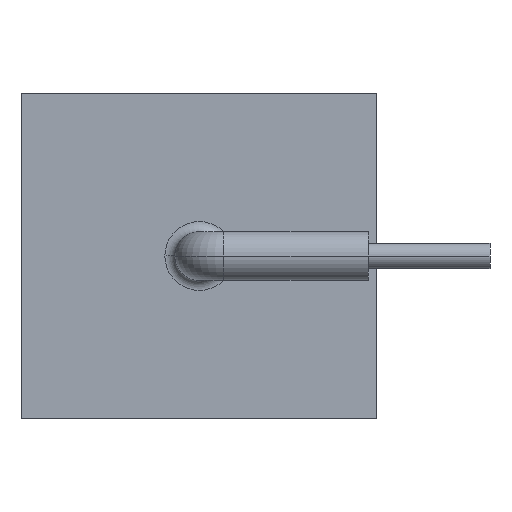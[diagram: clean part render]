
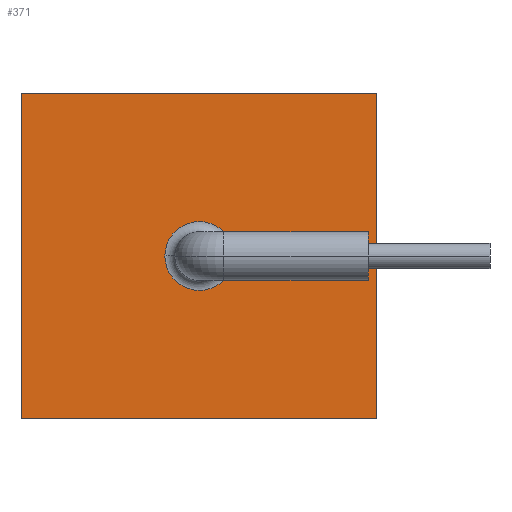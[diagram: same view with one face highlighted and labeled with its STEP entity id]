
A CAD part, left-side view. The second image highlights one B-rep face of the part: STEP entity #371.
In plain terms, the highlighted planar face has unit normal (-1, 0, 0).
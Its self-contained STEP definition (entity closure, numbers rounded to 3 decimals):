
#1=DIRECTION('',(0.,-1.,0.));
#2=VECTOR('',#1,17.5);
#3=CARTESIAN_POINT('',(-5.,17.5,-8.));
#4=LINE('',#3,#2);
#17=DIRECTION('',(0.,0.,1.));
#18=VECTOR('',#17,16.);
#19=CARTESIAN_POINT('',(-5.,17.5,-8.));
#20=LINE('',#19,#18);
#21=CARTESIAN_POINT('',(-5.,8.75,0.));
#22=DIRECTION('',(-1.,0.,0.));
#23=DIRECTION('',(0.,1.,0.));
#24=AXIS2_PLACEMENT_3D('',#21,#22,#23);
#26=CARTESIAN_POINT('',(-5.,8.75,0.));
#27=DIRECTION('',(-1.,0.,0.));
#28=DIRECTION('',(0.,-1.,0.));
#29=AXIS2_PLACEMENT_3D('',#26,#27,#28);
#49=DIRECTION('',(0.,0.,1.));
#50=VECTOR('',#49,16.);
#51=CARTESIAN_POINT('',(-5.,0.,-8.));
#52=LINE('',#51,#50);
#53=DIRECTION('',(0.,-1.,0.));
#54=VECTOR('',#53,17.5);
#55=CARTESIAN_POINT('',(-5.,17.5,8.));
#56=LINE('',#55,#54);
#267=CARTESIAN_POINT('',(-5.,17.5,-8.));
#268=CARTESIAN_POINT('',(-5.,0.,-8.));
#269=VERTEX_POINT('',#267);
#270=VERTEX_POINT('',#268);
#275=CARTESIAN_POINT('',(-5.,17.5,8.));
#276=CARTESIAN_POINT('',(-5.,0.,8.));
#277=VERTEX_POINT('',#275);
#278=VERTEX_POINT('',#276);
#327=CARTESIAN_POINT('',(-5.,10.45,0.));
#328=CARTESIAN_POINT('',(-5.,7.05,0.));
#329=VERTEX_POINT('',#327);
#330=VERTEX_POINT('',#328);
#351=CARTESIAN_POINT('',(-5.,17.5,-8.));
#352=DIRECTION('',(-1.,0.,0.));
#353=DIRECTION('',(0.,-1.,0.));
#354=AXIS2_PLACEMENT_3D('',#351,#352,#353);
#355=PLANE('',#354);
#356=ORIENTED_EDGE('',*,*,#340,.F.);
#358=ORIENTED_EDGE('',*,*,#357,.T.);
#360=ORIENTED_EDGE('',*,*,#359,.T.);
#362=ORIENTED_EDGE('',*,*,#361,.F.);
#363=EDGE_LOOP('',(#356,#358,#360,#362));
#364=FACE_OUTER_BOUND('',#363,.F.);
#366=ORIENTED_EDGE('',*,*,#365,.T.);
#368=ORIENTED_EDGE('',*,*,#367,.T.);
#369=EDGE_LOOP('',(#366,#368));
#370=FACE_BOUND('',#369,.F.);
#371=ADVANCED_FACE('',(#364,#370),#355,.T.);
#25=CIRCLE('',#24,1.7);
#30=CIRCLE('',#29,1.7);
#340=EDGE_CURVE('',#269,#270,#4,.T.);
#357=EDGE_CURVE('',#269,#277,#20,.T.);
#359=EDGE_CURVE('',#277,#278,#56,.T.);
#361=EDGE_CURVE('',#270,#278,#52,.T.);
#365=EDGE_CURVE('',#329,#330,#25,.T.);
#367=EDGE_CURVE('',#330,#329,#30,.T.);
